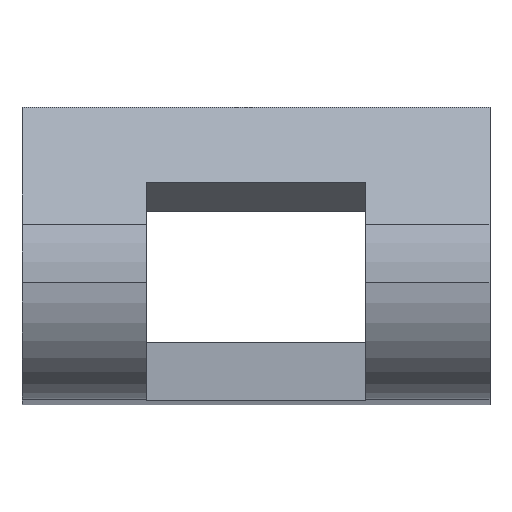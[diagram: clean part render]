
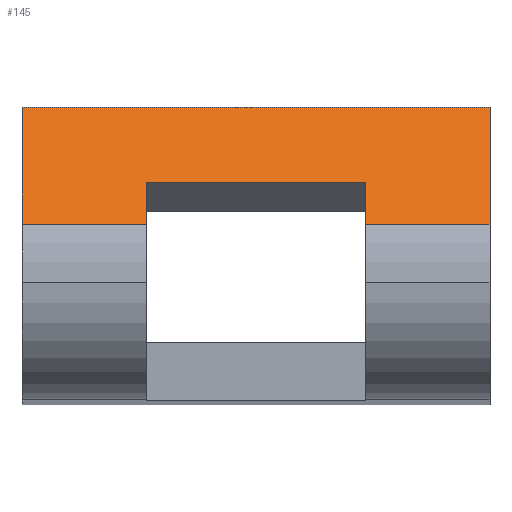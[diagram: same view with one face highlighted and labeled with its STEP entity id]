
A CAD part, top view. The second image highlights one B-rep face of the part: STEP entity #145.
In plain terms, the highlighted planar face has unit normal (0, 0.5, 0.866).
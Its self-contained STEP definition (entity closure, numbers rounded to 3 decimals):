
#23 = DIRECTION ( 'NONE',  ( 1., 0., 0. ) ) ;
#28 = ORIENTED_EDGE ( 'NONE', *, *, #712, .F. ) ;
#30 = VERTEX_POINT ( 'NONE', #531 ) ;
#33 = FACE_OUTER_BOUND ( 'NONE', #265, .T. ) ;
#55 = VECTOR ( 'NONE', #509, 1000. ) ;
#75 = VECTOR ( 'NONE', #657, 1000. ) ;
#95 = CARTESIAN_POINT ( 'NONE',  ( -7.5, -30.184, 17.427 ) ) ;
#99 = CARTESIAN_POINT ( 'NONE',  ( -7.5, 14.849, -8.573 ) ) ;
#118 = EDGE_CURVE ( 'NONE', #30, #422, #471, .T. ) ;
#130 = ORIENTED_EDGE ( 'NONE', *, *, #778, .T. ) ;
#137 = CARTESIAN_POINT ( 'NONE',  ( 16., 12., -6.928 ) ) ;
#145 = ADVANCED_FACE ( 'NONE', ( #33 ), #387, .T. ) ;
#147 = DIRECTION ( 'NONE',  ( 1., 0., 0. ) ) ;
#154 = CARTESIAN_POINT ( 'NONE',  ( 16., 0., 0. ) ) ;
#164 = EDGE_CURVE ( 'NONE', #575, #583, #373, .T. ) ;
#180 = CARTESIAN_POINT ( 'NONE',  ( -16., 12., -6.928 ) ) ;
#206 = CARTESIAN_POINT ( 'NONE',  ( -16., 12., -6.928 ) ) ;
#246 = EDGE_CURVE ( 'NONE', #422, #575, #764, .T. ) ;
#247 = VECTOR ( 'NONE', #581, 1000. ) ;
#265 = EDGE_LOOP ( 'NONE', ( #824, #395, #458, #130, #28, #315, #559, #664 ) ) ;
#278 = CARTESIAN_POINT ( 'NONE',  ( -16., 12., -6.928 ) ) ;
#315 = ORIENTED_EDGE ( 'NONE', *, *, #822, .F. ) ;
#328 = LINE ( 'NONE', #154, #558 ) ;
#372 = VERTEX_POINT ( 'NONE', #383 ) ;
#373 = LINE ( 'NONE', #95, #247 ) ;
#377 = CARTESIAN_POINT ( 'NONE',  ( 16., 20., -11.547 ) ) ;
#383 = CARTESIAN_POINT ( 'NONE',  ( 7.5, 12., -6.928 ) ) ;
#387 = PLANE ( 'NONE',  #399 ) ;
#395 = ORIENTED_EDGE ( 'NONE', *, *, #843, .T. ) ;
#399 = AXIS2_PLACEMENT_3D ( 'NONE', #854, #667, #784 ) ;
#422 = VERTEX_POINT ( 'NONE', #180 ) ;
#439 = CARTESIAN_POINT ( 'NONE',  ( -16., 0., 0. ) ) ;
#458 = ORIENTED_EDGE ( 'NONE', *, *, #711, .T. ) ;
#471 = LINE ( 'NONE', #439, #723 ) ;
#473 = CARTESIAN_POINT ( 'NONE',  ( -7.5, 12., -6.928 ) ) ;
#482 = CARTESIAN_POINT ( 'NONE',  ( -7.5, 14.849, -8.573 ) ) ;
#498 = LINE ( 'NONE', #99, #55 ) ;
#509 = DIRECTION ( 'NONE',  ( 1., 0., 0. ) ) ;
#526 = VECTOR ( 'NONE', #556, 1000. ) ;
#531 = CARTESIAN_POINT ( 'NONE',  ( -16., 20., -11.547 ) ) ;
#555 = CARTESIAN_POINT ( 'NONE',  ( 7.5, 14.849, -8.573 ) ) ;
#556 = DIRECTION ( 'NONE',  ( 0., -0.866, 0.5 ) ) ;
#558 = VECTOR ( 'NONE', #827, 1000. ) ;
#559 = ORIENTED_EDGE ( 'NONE', *, *, #118, .T. ) ;
#562 = CARTESIAN_POINT ( 'NONE',  ( 7.5, -30.184, 17.427 ) ) ;
#575 = VERTEX_POINT ( 'NONE', #473 ) ;
#581 = DIRECTION ( 'NONE',  ( 0., 0.866, -0.5 ) ) ;
#583 = VERTEX_POINT ( 'NONE', #482 ) ;
#592 = CARTESIAN_POINT ( 'NONE',  ( -16., 20., -11.547 ) ) ;
#627 = VECTOR ( 'NONE', #147, 1000. ) ;
#635 = VECTOR ( 'NONE', #23, 1000. ) ;
#648 = DIRECTION ( 'NONE',  ( 0., -0.866, 0.5 ) ) ;
#657 = DIRECTION ( 'NONE',  ( 1., 0., 0. ) ) ;
#664 = ORIENTED_EDGE ( 'NONE', *, *, #246, .T. ) ;
#667 = DIRECTION ( 'NONE',  ( 0., 0.5, 0.866 ) ) ;
#699 = VERTEX_POINT ( 'NONE', #137 ) ;
#711 = EDGE_CURVE ( 'NONE', #761, #372, #715, .T. ) ;
#712 = EDGE_CURVE ( 'NONE', #884, #699, #328, .T. ) ;
#715 = LINE ( 'NONE', #562, #526 ) ;
#723 = VECTOR ( 'NONE', #648, 1000. ) ;
#761 = VERTEX_POINT ( 'NONE', #555 ) ;
#764 = LINE ( 'NONE', #278, #635 ) ;
#778 = EDGE_CURVE ( 'NONE', #372, #699, #883, .T. ) ;
#784 = DIRECTION ( 'NONE',  ( 0., -0.866, 0.5 ) ) ;
#806 = LINE ( 'NONE', #592, #75 ) ;
#822 = EDGE_CURVE ( 'NONE', #30, #884, #806, .T. ) ;
#824 = ORIENTED_EDGE ( 'NONE', *, *, #164, .T. ) ;
#827 = DIRECTION ( 'NONE',  ( 0., -0.866, 0.5 ) ) ;
#843 = EDGE_CURVE ( 'NONE', #583, #761, #498, .T. ) ;
#854 = CARTESIAN_POINT ( 'NONE',  ( -16., 0., 0. ) ) ;
#883 = LINE ( 'NONE', #206, #627 ) ;
#884 = VERTEX_POINT ( 'NONE', #377 ) ;
